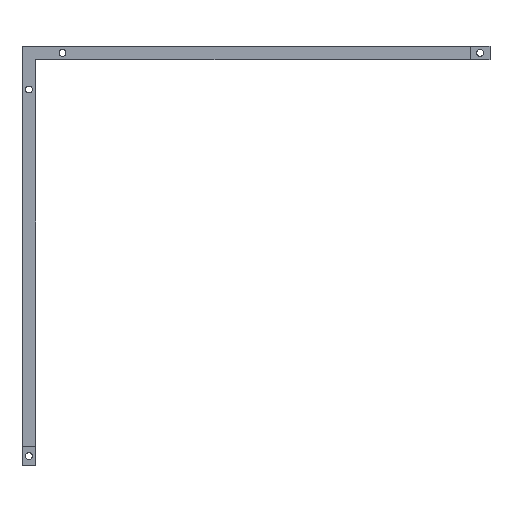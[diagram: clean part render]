
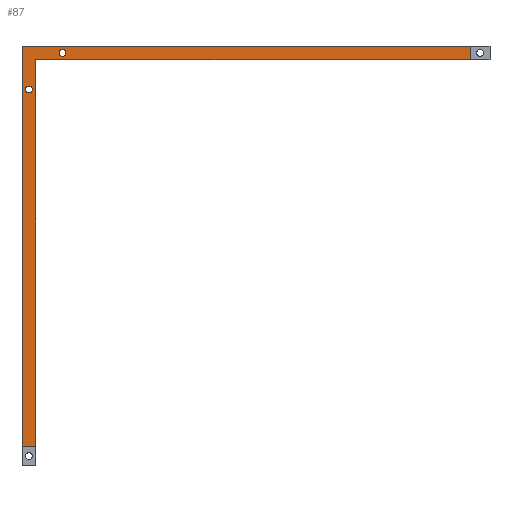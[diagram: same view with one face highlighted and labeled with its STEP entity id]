
A CAD part, top view. The second image highlights one B-rep face of the part: STEP entity #87.
In plain terms, the highlighted planar face has unit normal (0, 0, 1).
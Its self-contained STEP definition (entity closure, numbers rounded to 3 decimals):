
#6 = CIRCLE ( 'NONE', #293, 1.75 ) ;
#26 = VERTEX_POINT ( 'NONE', #159 ) ;
#28 = DIRECTION ( 'NONE',  ( 0., 0., 1. ) ) ;
#36 = ORIENTED_EDGE ( 'NONE', *, *, #214, .F. ) ;
#38 = ORIENTED_EDGE ( 'NONE', *, *, #507, .T. ) ;
#47 = CARTESIAN_POINT ( 'NONE',  ( 502.562, -120.48, 3. ) ) ;
#51 = VERTEX_POINT ( 'NONE', #520 ) ;
#58 = DIRECTION ( 'NONE',  ( 0., 1., 0. ) ) ;
#61 = CARTESIAN_POINT ( 'NONE',  ( 490.812, -123.98, 3. ) ) ;
#65 = LINE ( 'NONE', #489, #609 ) ;
#66 = EDGE_CURVE ( 'NONE', #147, #356, #363, .T. ) ;
#71 = EDGE_CURVE ( 'NONE', #253, #26, #635, .T. ) ;
#73 = CARTESIAN_POINT ( 'NONE',  ( 483.812, -116.98, 3. ) ) ;
#77 = CARTESIAN_POINT ( 'NONE',  ( 487.312, -138.98, 3. ) ) ;
#81 = VERTEX_POINT ( 'NONE', #199 ) ;
#84 = DIRECTION ( 'NONE',  ( 1., 0., 0. ) ) ;
#87 = ADVANCED_FACE ( 'NONE', ( #453, #295, #654 ), #187, .T. ) ;
#95 = VERTEX_POINT ( 'NONE', #395 ) ;
#97 = DIRECTION ( 'NONE',  ( -1., 0., 0. ) ) ;
#106 = VECTOR ( 'NONE', #351, 1000. ) ;
#111 = CARTESIAN_POINT ( 'NONE',  ( 483.812, -116.98, 3. ) ) ;
#119 = DIRECTION ( 'NONE',  ( 0., 0., 1. ) ) ;
#120 = EDGE_CURVE ( 'NONE', #95, #294, #132, .T. ) ;
#125 = EDGE_CURVE ( 'NONE', #501, #51, #545, .T. ) ;
#129 = VECTOR ( 'NONE', #97, 1000. ) ;
#132 = LINE ( 'NONE', #611, #106 ) ;
#135 = DIRECTION ( 'NONE',  ( 1., 0., 0. ) ) ;
#147 = VERTEX_POINT ( 'NONE', #616 ) ;
#159 = CARTESIAN_POINT ( 'NONE',  ( 489.062, -138.98, 3. ) ) ;
#164 = VECTOR ( 'NONE', #379, 1000. ) ;
#166 = AXIS2_PLACEMENT_3D ( 'NONE', #77, #28, #665 ) ;
#173 = DIRECTION ( 'NONE',  ( 1., 0., 0. ) ) ;
#174 = EDGE_CURVE ( 'NONE', #26, #253, #456, .T. ) ;
#187 = PLANE ( 'NONE',  #527 ) ;
#190 = DIRECTION ( 'NONE',  ( 1., 0., 0. ) ) ;
#197 = AXIS2_PLACEMENT_3D ( 'NONE', #470, #678, #135 ) ;
#199 = CARTESIAN_POINT ( 'NONE',  ( 710.612, -123.98, 3. ) ) ;
#214 = EDGE_CURVE ( 'NONE', #51, #501, #6, .T. ) ;
#223 = CARTESIAN_POINT ( 'NONE',  ( 710.612, -123.98, 3. ) ) ;
#239 = VECTOR ( 'NONE', #173, 1000. ) ;
#241 = ORIENTED_EDGE ( 'NONE', *, *, #174, .F. ) ;
#246 = EDGE_LOOP ( 'NONE', ( #559, #36 ) ) ;
#250 = EDGE_CURVE ( 'NONE', #575, #81, #322, .T. ) ;
#253 = VERTEX_POINT ( 'NONE', #583 ) ;
#262 = EDGE_LOOP ( 'NONE', ( #349, #400, #625, #618, #573, #38 ) ) ;
#271 = CARTESIAN_POINT ( 'NONE',  ( 483.812, -319.48, 3. ) ) ;
#276 = DIRECTION ( 'NONE',  ( 1., 0., 0. ) ) ;
#293 = AXIS2_PLACEMENT_3D ( 'NONE', #534, #119, #276 ) ;
#294 = VERTEX_POINT ( 'NONE', #271 ) ;
#295 = FACE_BOUND ( 'NONE', #246, .T. ) ;
#319 = VECTOR ( 'NONE', #576, 1000. ) ;
#321 = AXIS2_PLACEMENT_3D ( 'NONE', #496, #505, #84 ) ;
#322 = LINE ( 'NONE', #329, #239 ) ;
#329 = CARTESIAN_POINT ( 'NONE',  ( 490.812, -123.98, 3. ) ) ;
#349 = ORIENTED_EDGE ( 'NONE', *, *, #120, .F. ) ;
#351 = DIRECTION ( 'NONE',  ( -1., 0., 0. ) ) ;
#353 = ORIENTED_EDGE ( 'NONE', *, *, #71, .F. ) ;
#356 = VERTEX_POINT ( 'NONE', #73 ) ;
#363 = LINE ( 'NONE', #570, #129 ) ;
#366 = LINE ( 'NONE', #111, #319 ) ;
#379 = DIRECTION ( 'NONE',  ( 0., -1., 0. ) ) ;
#395 = CARTESIAN_POINT ( 'NONE',  ( 490.812, -319.48, 3. ) ) ;
#400 = ORIENTED_EDGE ( 'NONE', *, *, #593, .T. ) ;
#453 = FACE_OUTER_BOUND ( 'NONE', #262, .T. ) ;
#456 = CIRCLE ( 'NONE', #166, 1.75 ) ;
#470 = CARTESIAN_POINT ( 'NONE',  ( 487.312, -138.98, 3. ) ) ;
#489 = CARTESIAN_POINT ( 'NONE',  ( 490.812, -329.48, 3. ) ) ;
#496 = CARTESIAN_POINT ( 'NONE',  ( 504.312, -120.48, 3. ) ) ;
#501 = VERTEX_POINT ( 'NONE', #47 ) ;
#505 = DIRECTION ( 'NONE',  ( 0., 0., 1. ) ) ;
#507 = EDGE_CURVE ( 'NONE', #356, #294, #366, .T. ) ;
#520 = CARTESIAN_POINT ( 'NONE',  ( 506.062, -120.48, 3. ) ) ;
#527 = AXIS2_PLACEMENT_3D ( 'NONE', #651, #661, #190 ) ;
#534 = CARTESIAN_POINT ( 'NONE',  ( 504.312, -120.48, 3. ) ) ;
#545 = CIRCLE ( 'NONE', #321, 1.75 ) ;
#559 = ORIENTED_EDGE ( 'NONE', *, *, #125, .F. ) ;
#570 = CARTESIAN_POINT ( 'NONE',  ( 720.612, -116.98, 3. ) ) ;
#573 = ORIENTED_EDGE ( 'NONE', *, *, #66, .T. ) ;
#575 = VERTEX_POINT ( 'NONE', #61 ) ;
#576 = DIRECTION ( 'NONE',  ( 0., -1., 0. ) ) ;
#583 = CARTESIAN_POINT ( 'NONE',  ( 485.562, -138.98, 3. ) ) ;
#589 = EDGE_CURVE ( 'NONE', #147, #81, #642, .T. ) ;
#593 = EDGE_CURVE ( 'NONE', #95, #575, #65, .T. ) ;
#609 = VECTOR ( 'NONE', #58, 1000. ) ;
#611 = CARTESIAN_POINT ( 'NONE',  ( 490.812, -319.48, 3. ) ) ;
#616 = CARTESIAN_POINT ( 'NONE',  ( 710.612, -116.98, 3. ) ) ;
#618 = ORIENTED_EDGE ( 'NONE', *, *, #589, .F. ) ;
#619 = EDGE_LOOP ( 'NONE', ( #353, #241 ) ) ;
#625 = ORIENTED_EDGE ( 'NONE', *, *, #250, .T. ) ;
#635 = CIRCLE ( 'NONE', #197, 1.75 ) ;
#642 = LINE ( 'NONE', #223, #164 ) ;
#651 = CARTESIAN_POINT ( 'NONE',  ( 0., 0., 3. ) ) ;
#654 = FACE_BOUND ( 'NONE', #619, .T. ) ;
#661 = DIRECTION ( 'NONE',  ( 0., 0., 1. ) ) ;
#665 = DIRECTION ( 'NONE',  ( 1., 0., 0. ) ) ;
#678 = DIRECTION ( 'NONE',  ( 0., 0., 1. ) ) ;
